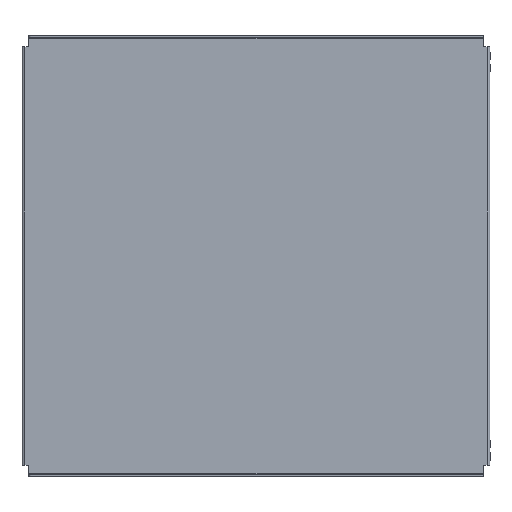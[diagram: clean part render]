
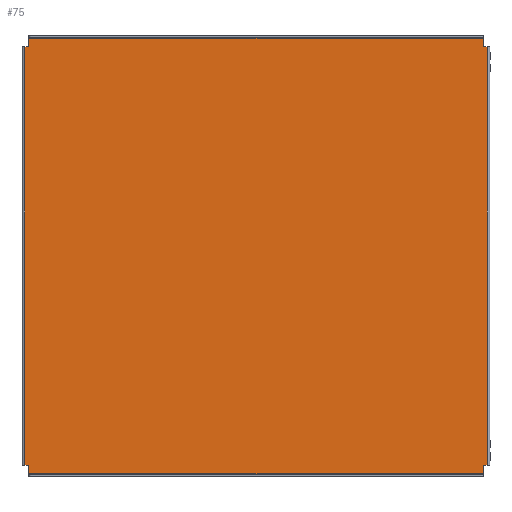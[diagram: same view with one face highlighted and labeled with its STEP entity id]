
A CAD part, top view. The second image highlights one B-rep face of the part: STEP entity #75.
In plain terms, the highlighted planar face has unit normal (0, 0, 1).
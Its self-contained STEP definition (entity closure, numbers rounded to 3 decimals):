
#75 = ADVANCED_FACE ( 'NONE', ( #596 ), #3021, .T. ) ;
#419 = VECTOR ( 'NONE', #2224, 1000. ) ;
#421 = VECTOR ( 'NONE', #2229, 1000. ) ;
#422 = LINE ( 'NONE', #2228, #419 ) ;
#423 = VECTOR ( 'NONE', #2231, 1000. ) ;
#424 = LINE ( 'NONE', #2230, #421 ) ;
#425 = VECTOR ( 'NONE', #2233, 1000. ) ;
#426 = LINE ( 'NONE', #2232, #423 ) ;
#427 = VECTOR ( 'NONE', #2234, 1000. ) ;
#429 = VECTOR ( 'NONE', #2236, 1000. ) ;
#430 = LINE ( 'NONE', #2235, #427 ) ;
#431 = VECTOR ( 'NONE', #2238, 1000. ) ;
#432 = LINE ( 'NONE', #2237, #429 ) ;
#433 = VECTOR ( 'NONE', #2240, 1000. ) ;
#434 = LINE ( 'NONE', #2239, #431 ) ;
#435 = VECTOR ( 'NONE', #2242, 1000. ) ;
#436 = LINE ( 'NONE', #2241, #433 ) ;
#437 = VECTOR ( 'NONE', #2244, 1000. ) ;
#438 = LINE ( 'NONE', #2243, #435 ) ;
#439 = VECTOR ( 'NONE', #2246, 1000. ) ;
#440 = LINE ( 'NONE', #2245, #437 ) ;
#441 = VECTOR ( 'NONE', #2248, 1000. ) ;
#442 = LINE ( 'NONE', #2251, #425 ) ;
#444 = LINE ( 'NONE', #2262, #439 ) ;
#454 = LINE ( 'NONE', #2266, #441 ) ;
#596 = FACE_OUTER_BOUND ( 'NONE', #2652, .T. ) ;
#654 = CARTESIAN_POINT ( 'NONE',  ( -242., -222.5, 2. ) ) ;
#659 = CARTESIAN_POINT ( 'NONE',  ( -246., 222.5, 2. ) ) ;
#664 = CARTESIAN_POINT ( 'NONE',  ( 242., -222.5, 2. ) ) ;
#674 = CARTESIAN_POINT ( 'NONE',  ( 246., 222.5, 2. ) ) ;
#682 = CARTESIAN_POINT ( 'NONE',  ( 242., 222.5, 2. ) ) ;
#694 = CARTESIAN_POINT ( 'NONE',  ( 242., 231.5, 2. ) ) ;
#696 = CARTESIAN_POINT ( 'NONE',  ( 242., -231.5, 2. ) ) ;
#708 = CARTESIAN_POINT ( 'NONE',  ( 246., -222.5, 2. ) ) ;
#720 = CARTESIAN_POINT ( 'NONE',  ( -246., -222.5, 2. ) ) ;
#793 = EDGE_CURVE ( 'NONE', #2513, #2514, #454, .T. ) ;
#794 = EDGE_CURVE ( 'NONE', #2513, #2741, #444, .T. ) ;
#795 = EDGE_CURVE ( 'NONE', #2779, #2741, #440, .T. ) ;
#796 = EDGE_CURVE ( 'NONE', #2817, #2779, #438, .T. ) ;
#797 = EDGE_CURVE ( 'NONE', #2704, #2817, #436, .T. ) ;
#798 = EDGE_CURVE ( 'NONE', #2704, #2855, #434, .T. ) ;
#799 = EDGE_CURVE ( 'NONE', #2742, #2855, #432, .T. ) ;
#800 = EDGE_CURVE ( 'NONE', #2742, #2590, #430, .T. ) ;
#801 = EDGE_CURVE ( 'NONE', #2628, #2590, #442, .T. ) ;
#802 = EDGE_CURVE ( 'NONE', #2666, #2628, #426, .T. ) ;
#803 = EDGE_CURVE ( 'NONE', #2856, #2666, #424, .T. ) ;
#804 = EDGE_CURVE ( 'NONE', #2856, #2514, #422, .T. ) ;
#1034 = AXIS2_PLACEMENT_3D ( 'NONE', #3038, #3019, #3071 ) ;
#1246 = CARTESIAN_POINT ( 'NONE',  ( -242., 222.5, 2. ) ) ;
#1332 = CARTESIAN_POINT ( 'NONE',  ( -242., 231.5, 2. ) ) ;
#1336 = CARTESIAN_POINT ( 'NONE',  ( -242., -231.5, 2. ) ) ;
#2224 = DIRECTION ( 'NONE',  ( 1., 0., 0. ) ) ;
#2228 = CARTESIAN_POINT ( 'NONE',  ( -247., 222.5, 2. ) ) ;
#2229 = DIRECTION ( 'NONE',  ( 0., -1., 0. ) ) ;
#2230 = CARTESIAN_POINT ( 'NONE',  ( -246., 222.5, 2. ) ) ;
#2231 = DIRECTION ( 'NONE',  ( 1., 0., 0. ) ) ;
#2232 = CARTESIAN_POINT ( 'NONE',  ( -247., -222.5, 2. ) ) ;
#2233 = DIRECTION ( 'NONE',  ( 0., -1., 0. ) ) ;
#2234 = DIRECTION ( 'NONE',  ( -1., 0., 0. ) ) ;
#2235 = CARTESIAN_POINT ( 'NONE',  ( 242., -231.5, 2. ) ) ;
#2236 = DIRECTION ( 'NONE',  ( 0., 1., 0. ) ) ;
#2237 = CARTESIAN_POINT ( 'NONE',  ( 242., 232.5, 2. ) ) ;
#2238 = DIRECTION ( 'NONE',  ( -1., 0., 0. ) ) ;
#2239 = CARTESIAN_POINT ( 'NONE',  ( 247., -222.5, 2. ) ) ;
#2240 = DIRECTION ( 'NONE',  ( 0., 1., 0. ) ) ;
#2241 = CARTESIAN_POINT ( 'NONE',  ( 246., -222.5, 2. ) ) ;
#2242 = DIRECTION ( 'NONE',  ( -1., 0., 0. ) ) ;
#2243 = CARTESIAN_POINT ( 'NONE',  ( 247., 222.5, 2. ) ) ;
#2244 = DIRECTION ( 'NONE',  ( 0., 1., 0. ) ) ;
#2245 = CARTESIAN_POINT ( 'NONE',  ( 242., 232.5, 2. ) ) ;
#2246 = DIRECTION ( 'NONE',  ( 1., 0., 0. ) ) ;
#2248 = DIRECTION ( 'NONE',  ( 0., -1., 0. ) ) ;
#2251 = CARTESIAN_POINT ( 'NONE',  ( -242., 232.5, 2. ) ) ;
#2262 = CARTESIAN_POINT ( 'NONE',  ( -242., 231.5, 2. ) ) ;
#2266 = CARTESIAN_POINT ( 'NONE',  ( -242., 232.5, 2. ) ) ;
#2513 = VERTEX_POINT ( 'NONE', #1332 ) ;
#2514 = VERTEX_POINT ( 'NONE', #1246 ) ;
#2524 = ORIENTED_EDGE ( 'NONE', *, *, #801, .T. ) ;
#2563 = ORIENTED_EDGE ( 'NONE', *, *, #799, .T. ) ;
#2590 = VERTEX_POINT ( 'NONE', #1336 ) ;
#2601 = ORIENTED_EDGE ( 'NONE', *, *, #798, .F. ) ;
#2628 = VERTEX_POINT ( 'NONE', #654 ) ;
#2639 = ORIENTED_EDGE ( 'NONE', *, *, #797, .T. ) ;
#2652 = EDGE_LOOP ( 'NONE', ( #2752, #2790, #2828, #2524, #2866, #2563, #2601, #2639, #2677, #2715, #2753, #2791 ) ) ;
#2666 = VERTEX_POINT ( 'NONE', #720 ) ;
#2677 = ORIENTED_EDGE ( 'NONE', *, *, #796, .T. ) ;
#2704 = VERTEX_POINT ( 'NONE', #708 ) ;
#2715 = ORIENTED_EDGE ( 'NONE', *, *, #795, .T. ) ;
#2741 = VERTEX_POINT ( 'NONE', #694 ) ;
#2742 = VERTEX_POINT ( 'NONE', #696 ) ;
#2752 = ORIENTED_EDGE ( 'NONE', *, *, #804, .F. ) ;
#2753 = ORIENTED_EDGE ( 'NONE', *, *, #794, .F. ) ;
#2779 = VERTEX_POINT ( 'NONE', #682 ) ;
#2790 = ORIENTED_EDGE ( 'NONE', *, *, #803, .T. ) ;
#2791 = ORIENTED_EDGE ( 'NONE', *, *, #793, .T. ) ;
#2817 = VERTEX_POINT ( 'NONE', #674 ) ;
#2828 = ORIENTED_EDGE ( 'NONE', *, *, #802, .T. ) ;
#2855 = VERTEX_POINT ( 'NONE', #664 ) ;
#2856 = VERTEX_POINT ( 'NONE', #659 ) ;
#2866 = ORIENTED_EDGE ( 'NONE', *, *, #800, .F. ) ;
#3019 = DIRECTION ( 'NONE',  ( 0., 0., 1. ) ) ;
#3021 = PLANE ( 'NONE',  #1034 ) ;
#3038 = CARTESIAN_POINT ( 'NONE',  ( -242., -232.5, 2. ) ) ;
#3071 = DIRECTION ( 'NONE',  ( 1., 0., 0. ) ) ;
